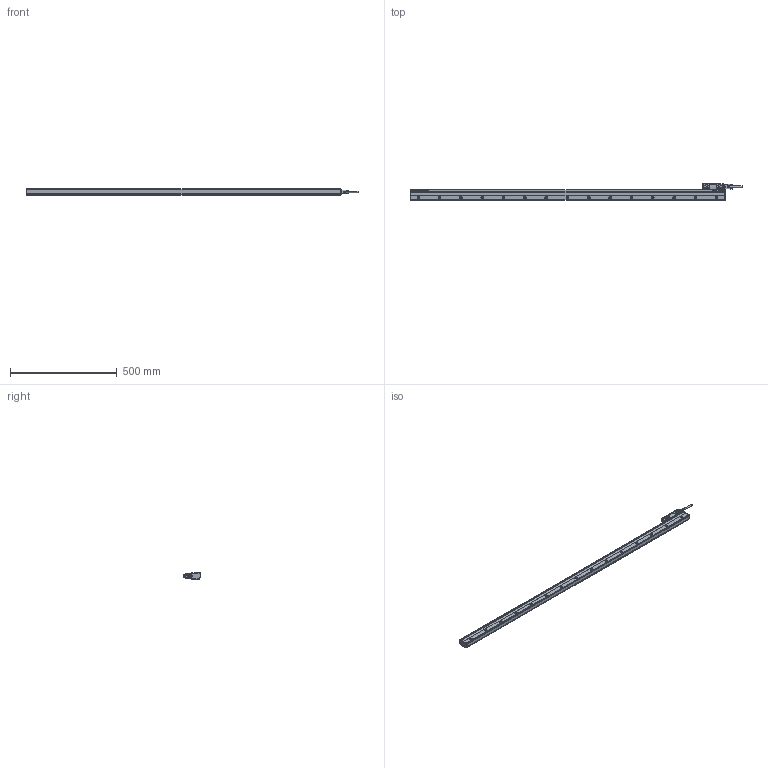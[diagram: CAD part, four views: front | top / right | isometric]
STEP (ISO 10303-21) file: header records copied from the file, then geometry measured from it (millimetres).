
FILE_DESCRIPTION(('CATIA V5 STEP'),'2;1');
FILE_NAME('SR84_SR85_X_L_134_V1.stp','2018-11-30T03:54:58+00:00',('none'),('none'),'CATIA Version 5 Release 19 SP 6 (IN-10)','CATIA V5 STEP AP214','none');
FILE_SCHEMA(('AUTOMOTIVE_DESIGN { 1 0 10303 214 1 1 1 1 }'));
Products named in the file (3): SR87_L_134; SR87-134_S; SR87_head_L
Assembly tree (2 placements, depth 2):
  SR87_L_134
    SR87-134_S
    SR87_head_L
Bounding box: 1557.7 x 78 x 29 mm (x, y, z)
Volume: 1928859.6 mm3; surface area: 280375.8 mm2
Topology: 2 solids, 18 shells, 2574 faces, 6579 edges, 3948 vertices
Faces by surface type: plane 1178, cylinder 886, torus 175, cone 175, sphere 107, bspline 53
Entity records: 77616 total; most frequent: CARTESIAN_POINT 20497, ORIENTED_EDGE 12906, DIRECTION 9585, EDGE_CURVE 6453, AXIS2_PLACEMENT_3D 4061, VERTEX_POINT 3948, VECTOR 3467, LINE 3467
